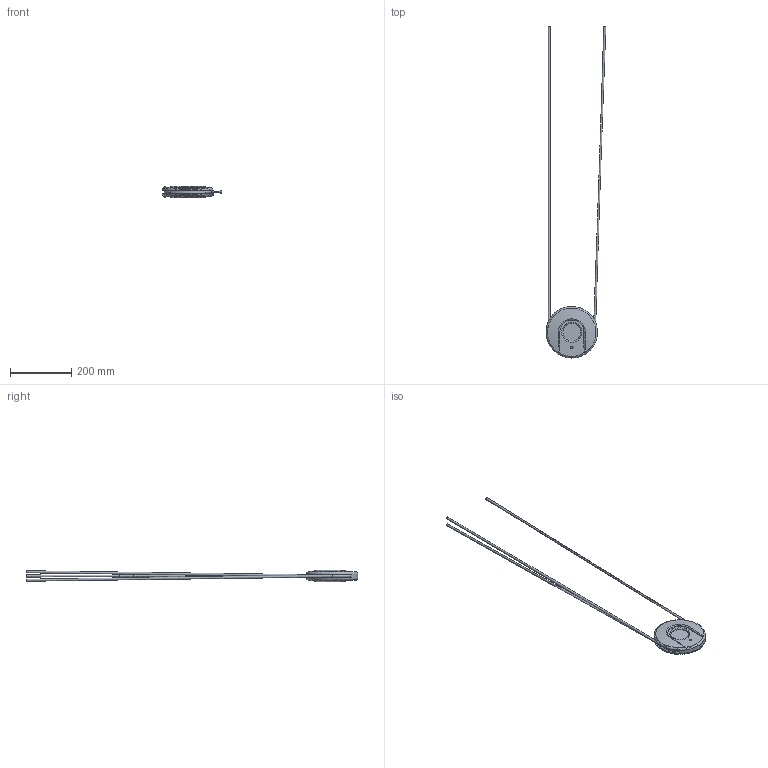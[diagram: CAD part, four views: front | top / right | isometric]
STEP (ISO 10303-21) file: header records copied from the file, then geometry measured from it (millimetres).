
FILE_DESCRIPTION(/* description */ ('STEP AP242','CAx-IF Rec.Pracs.---Representation and Presentation of Product Manufacturing Information (PMI)---4.0---2014-10-13','CAx-IF Rec.Pracs.---3D Tessellated Geometry---0.4---2014-09-14','2;1'),/* implementation_level */ '2;1');
FILE_NAME(/* name */ '67560014aebe490a25a8a261',/* time_stamp */ '2024-12-08T20:22:45Z',/* author */ (''),/* organization */ (''),/* preprocessor_version */ 'ST-DEVELOPER v20',/* originating_system */ 'ONSHAPE BY PTC INC, 1.190',/* authorisation */ ' ');
FILE_SCHEMA (('AP242_MANAGED_MODEL_BASED_3D_ENGINEERING_MIM_LF { 1 0 10303 442 1 1 4 }'));
Length unit declared in the file: metre
Products named in the file (4): hoist pulley wheel; hoist rope L; hoist pulley shell; hoist rope R
Bounding box: 194.97 x 1084 x 38.64 mm (x, y, z)
Volume: 706060.6 mm3; surface area: 215185.8 mm2
Topology: 4 solids, 4 shells, 87 faces, 211 edges, 132 vertices
Faces by surface type: cylinder 28, plane 24, torus 21, bspline 6, sphere 6, cone 2
Full cylindrical faces by diameter (mm): 6.799 x2, 8 x1, 60 x1, 125.171 x2, 156.195 x2, 160 x2
Entity records: 2993 total; most frequent: CARTESIAN_POINT 1073, DIRECTION 374, ORIENTED_EDGE 352, EDGE_CURVE 176, AXIS2_PLACEMENT_3D 169, VERTEX_POINT 124, EDGE_LOOP 120, FACE_BOUND 120
